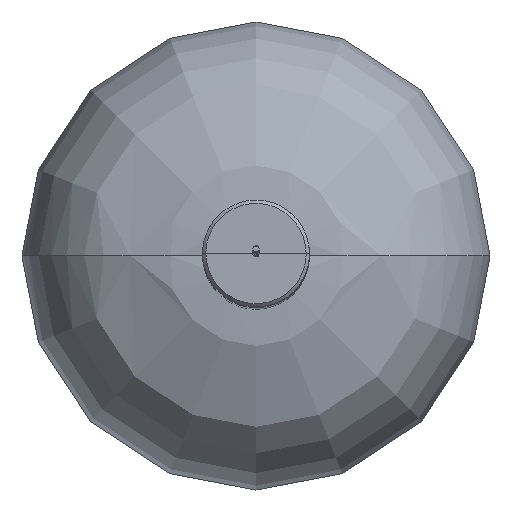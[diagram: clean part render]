
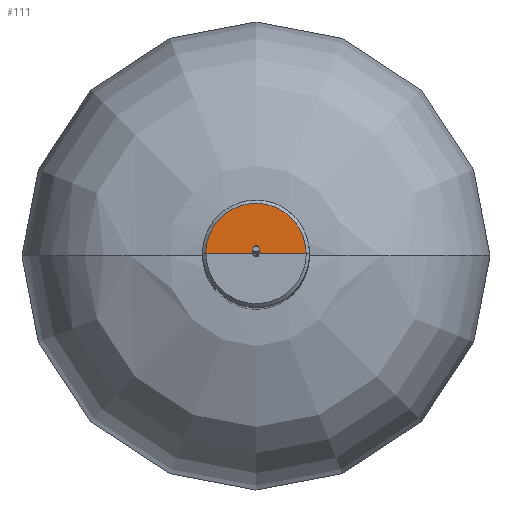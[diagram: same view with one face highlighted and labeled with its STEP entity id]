
A CAD part, top view. The second image highlights one B-rep face of the part: STEP entity #111.
In plain terms, the highlighted free-form (B-spline) face has degree [2, 1] with [5, 2] control points.
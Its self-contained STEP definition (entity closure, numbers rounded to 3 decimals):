
#29=B_SPLINE_CURVE_WITH_KNOTS('',1,(#858,#859),.UNSPECIFIED.,.F.,.F.,(2,
2),(0.,15.),.UNSPECIFIED.);
#34=B_SPLINE_CURVE_WITH_KNOTS('',1,(#888,#889),.UNSPECIFIED.,.F.,.F.,(2,
2),(0.,15.),.UNSPECIFIED.);
#111=ADVANCED_FACE('',(#138),#391,.T.);
#138=FACE_OUTER_BOUND('',#165,.T.);
#165=EDGE_LOOP('',(#225,#226,#227));
#225=ORIENTED_EDGE('',*,*,#306,.T.);
#226=ORIENTED_EDGE('',*,*,#307,.T.);
#227=ORIENTED_EDGE('',*,*,#297,.F.);
#297=EDGE_CURVE('',#367,#370,#29,.T.);
#306=EDGE_CURVE('',#367,#373,#34,.T.);
#307=EDGE_CURVE('',#373,#370,#341,.T.);
#341=(
BOUNDED_CURVE()
B_SPLINE_CURVE(2,(#890,#891,#892,#893,#894),.UNSPECIFIED.,.F.,.F.)
B_SPLINE_CURVE_WITH_KNOTS((3,2,3),(47.124,70.685,94.247),
 .UNSPECIFIED.)
CURVE()
GEOMETRIC_REPRESENTATION_ITEM()
RATIONAL_B_SPLINE_CURVE((1.,0.707,1.,0.707,1.))
REPRESENTATION_ITEM('')
);
#367=VERTEX_POINT('',#848);
#370=VERTEX_POINT('',#851);
#373=VERTEX_POINT('',#854);
#391=(
BOUNDED_SURFACE()
B_SPLINE_SURFACE(2,1,((#700,#701),(#702,#703),(#704,#705),(#706,#707),(#708,
#709)),.UNSPECIFIED.,.F.,.F.,.F.)
B_SPLINE_SURFACE_WITH_KNOTS((3,2,3),(2,2),(0.,33.,66.),(0.,16.),
 .UNSPECIFIED.)
GEOMETRIC_REPRESENTATION_ITEM()
RATIONAL_B_SPLINE_SURFACE(((1.,1.),(0.707,0.707),
(1.,1.),(0.707,0.707),(1.,1.)))
REPRESENTATION_ITEM('')
SURFACE()
);
#700=CARTESIAN_POINT('',(0.,0.,10427.946));
#701=CARTESIAN_POINT('',(-16.,0.,10427.946));
#702=CARTESIAN_POINT('',(0.,0.,10427.946));
#703=CARTESIAN_POINT('',(-16.,16.,10427.946));
#704=CARTESIAN_POINT('',(0.,0.,10427.946));
#705=CARTESIAN_POINT('',(0.,16.,10427.946));
#706=CARTESIAN_POINT('',(0.,0.,10427.946));
#707=CARTESIAN_POINT('',(16.,16.,10427.946));
#708=CARTESIAN_POINT('',(0.,0.,10427.946));
#709=CARTESIAN_POINT('',(16.,0.,10427.946));
#848=CARTESIAN_POINT('',(0.,0.,10427.946));
#851=CARTESIAN_POINT('',(-15.,0.,10427.946));
#854=CARTESIAN_POINT('',(15.,0.,10427.946));
#858=CARTESIAN_POINT('',(0.,0.,10427.946));
#859=CARTESIAN_POINT('',(-15.,0.,10427.946));
#888=CARTESIAN_POINT('',(0.,0.,10427.946));
#889=CARTESIAN_POINT('',(15.,0.,10427.946));
#890=CARTESIAN_POINT('',(15.,0.,10427.946));
#891=CARTESIAN_POINT('',(15.,15.,10427.946));
#892=CARTESIAN_POINT('',(0.,15.,10427.946));
#893=CARTESIAN_POINT('',(-15.,15.,10427.946));
#894=CARTESIAN_POINT('',(-15.,0.,10427.946));
